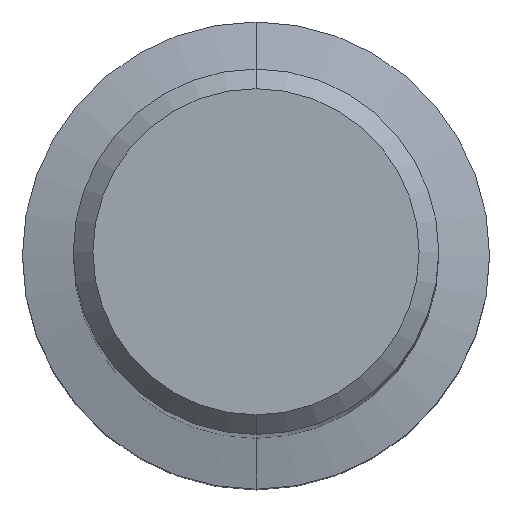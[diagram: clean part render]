
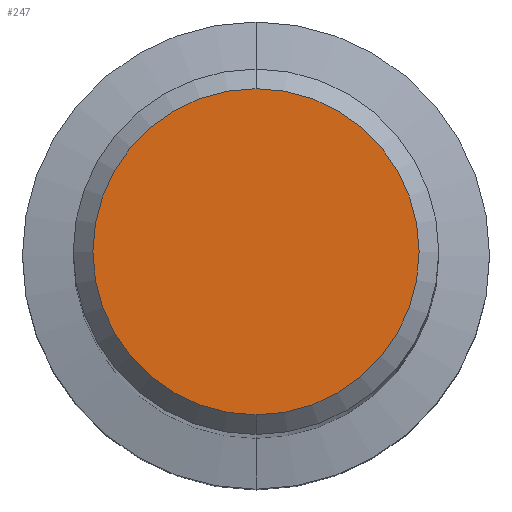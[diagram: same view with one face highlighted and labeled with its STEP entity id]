
A CAD part, top view. The second image highlights one B-rep face of the part: STEP entity #247.
In plain terms, the highlighted planar face has unit normal (0, 0, 1).
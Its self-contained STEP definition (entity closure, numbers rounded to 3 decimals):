
#127=VERTEX_POINT('',#326);
#163=EDGE_CURVE('',#245,#127,#367,.T.);
#245=VERTEX_POINT('',#461);
#247=ADVANCED_FACE('',(#463),#464,.T.);
#291=EDGE_CURVE('',#127,#245,#513,.T.);
#326=CARTESIAN_POINT('',(0.0,6.65,0.0));
#367=CIRCLE('',#596,6.65);
#461=CARTESIAN_POINT('',(0.,-6.65,0.0));
#463=FACE_OUTER_BOUND('',#723,.T.);
#464=PLANE('',#724);
#513=CIRCLE('',#786,6.65);
#596=AXIS2_PLACEMENT_3D('',#840,#841,#842);
#723=EDGE_LOOP('',(#977,#978));
#724=AXIS2_PLACEMENT_3D('',#979,#980,#981);
#786=AXIS2_PLACEMENT_3D('',#1052,#1053,#1054);
#840=CARTESIAN_POINT('',(0.0,0.0,0.0));
#841=DIRECTION('',(0.0,0.0,-1.0));
#842=DIRECTION('',(0.0,1.0,0.0));
#977=ORIENTED_EDGE('',*,*,#291,.F.);
#978=ORIENTED_EDGE('',*,*,#163,.F.);
#979=CARTESIAN_POINT('',(0.0,3.325,0.0));
#980=DIRECTION('',(-0.0,0.0,1.0));
#981=DIRECTION('',(0.0,-1.0,0.0));
#1052=CARTESIAN_POINT('',(0.0,0.0,0.0));
#1053=DIRECTION('',(0.0,0.0,-1.0));
#1054=DIRECTION('',(0.0,1.0,0.0));
